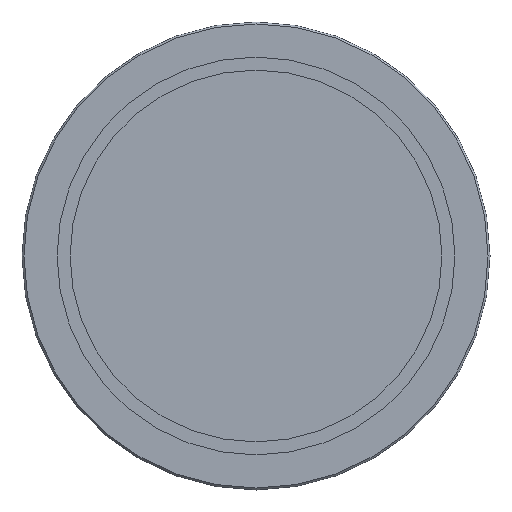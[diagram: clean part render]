
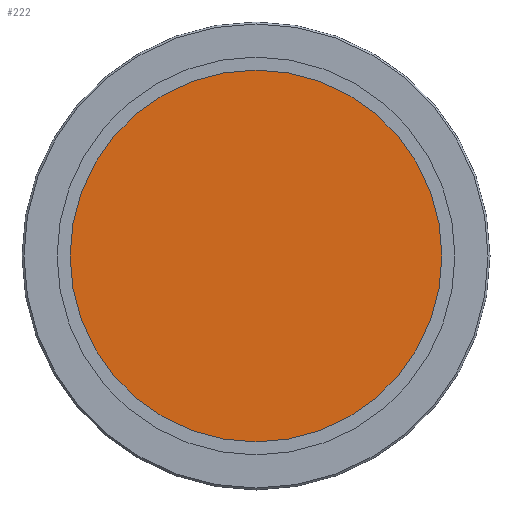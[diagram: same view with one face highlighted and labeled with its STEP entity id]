
A CAD part, left-side view. The second image highlights one B-rep face of the part: STEP entity #222.
In plain terms, the highlighted planar face has unit normal (-1, 0, 0).
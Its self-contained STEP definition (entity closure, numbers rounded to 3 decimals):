
#38 = VERTEX_POINT ( 'NONE', #178 ) ;
#60 = DIRECTION ( 'NONE',  ( 1., 0., 0. ) ) ;
#86 = CARTESIAN_POINT ( 'NONE',  ( 0., 0., 0. ) ) ;
#120 = FACE_OUTER_BOUND ( 'NONE', #322, .T. ) ;
#138 = DIRECTION ( 'NONE',  ( 1., 0., 0. ) ) ;
#139 = DIRECTION ( 'NONE',  ( 0., 0., -1. ) ) ;
#145 = DIRECTION ( 'NONE',  ( 0., 0., 1. ) ) ;
#154 = CIRCLE ( 'NONE', #199, 71.5 ) ;
#178 = CARTESIAN_POINT ( 'NONE',  ( 0., 0., 71.5 ) ) ;
#199 = AXIS2_PLACEMENT_3D ( 'NONE', #340, #60, #145 ) ;
#222 = ADVANCED_FACE ( 'NONE', ( #120 ), #330, .F. ) ;
#227 = ORIENTED_EDGE ( 'NONE', *, *, #324, .F. ) ;
#282 = AXIS2_PLACEMENT_3D ( 'NONE', #86, #138, #139 ) ;
#322 = EDGE_LOOP ( 'NONE', ( #227 ) ) ;
#324 = EDGE_CURVE ( 'NONE', #38, #38, #154, .T. ) ;
#330 = PLANE ( 'NONE',  #282 ) ;
#340 = CARTESIAN_POINT ( 'NONE',  ( 0., 0., 0. ) ) ;
